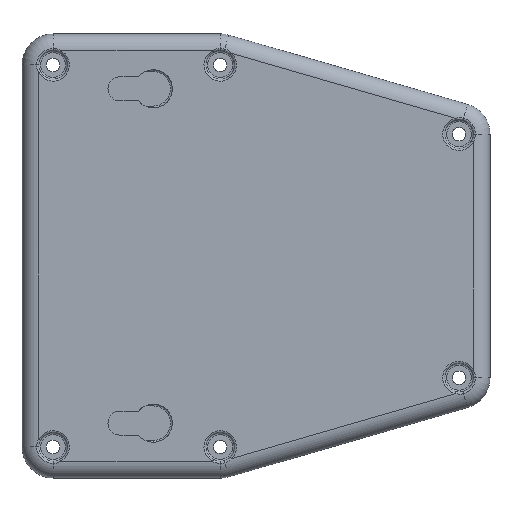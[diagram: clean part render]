
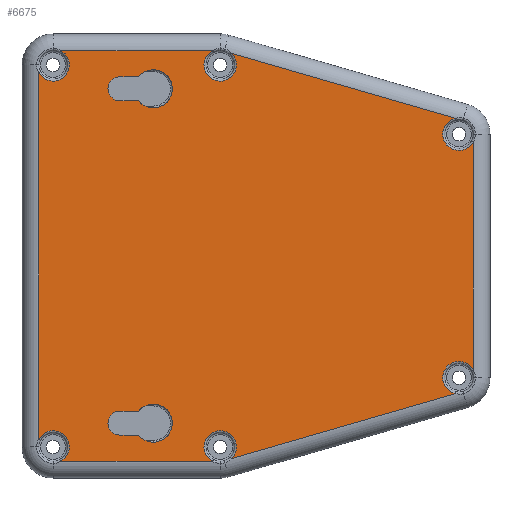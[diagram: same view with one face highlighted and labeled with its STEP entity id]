
A CAD part, top view. The second image highlights one B-rep face of the part: STEP entity #6675.
In plain terms, the highlighted planar face has unit normal (0, 0, 1).
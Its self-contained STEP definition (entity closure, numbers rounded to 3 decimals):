
#498=CIRCLE('',#7167,2.5);
#499=CIRCLE('',#7168,4.);
#500=CIRCLE('',#7169,3.4);
#501=CIRCLE('',#7170,3.4);
#502=CIRCLE('',#7171,3.4);
#503=CIRCLE('',#7172,3.4);
#504=CIRCLE('',#7173,3.4);
#505=CIRCLE('',#7174,3.4);
#506=CIRCLE('',#7175,4.);
#507=CIRCLE('',#7176,2.5);
#946=ORIENTED_EDGE('',*,*,#2950,.T.);
#947=ORIENTED_EDGE('',*,*,#2951,.F.);
#948=ORIENTED_EDGE('',*,*,#2952,.T.);
#949=ORIENTED_EDGE('',*,*,#2953,.F.);
#950=ORIENTED_EDGE('',*,*,#2954,.T.);
#951=ORIENTED_EDGE('',*,*,#2955,.T.);
#952=ORIENTED_EDGE('',*,*,#2956,.T.);
#953=ORIENTED_EDGE('',*,*,#2957,.T.);
#954=ORIENTED_EDGE('',*,*,#2958,.T.);
#955=ORIENTED_EDGE('',*,*,#2959,.T.);
#956=ORIENTED_EDGE('',*,*,#2960,.T.);
#957=ORIENTED_EDGE('',*,*,#2961,.T.);
#958=ORIENTED_EDGE('',*,*,#2962,.T.);
#959=ORIENTED_EDGE('',*,*,#2963,.T.);
#960=ORIENTED_EDGE('',*,*,#2964,.T.);
#961=ORIENTED_EDGE('',*,*,#2965,.T.);
#962=ORIENTED_EDGE('',*,*,#2966,.T.);
#963=ORIENTED_EDGE('',*,*,#2967,.T.);
#964=ORIENTED_EDGE('',*,*,#2968,.T.);
#965=ORIENTED_EDGE('',*,*,#2969,.T.);
#2950=EDGE_CURVE('',#3952,#3953,#498,.T.);
#2951=EDGE_CURVE('',#3954,#3953,#4574,.T.);
#2952=EDGE_CURVE('',#3954,#3955,#499,.T.);
#2953=EDGE_CURVE('',#3952,#3955,#4575,.T.);
#2954=EDGE_CURVE('',#3956,#3957,#4576,.F.);
#2955=EDGE_CURVE('',#3957,#3958,#500,.T.);
#2956=EDGE_CURVE('',#3958,#3959,#4577,.F.);
#2957=EDGE_CURVE('',#3959,#3960,#501,.T.);
#2958=EDGE_CURVE('',#3960,#3961,#4578,.F.);
#2959=EDGE_CURVE('',#3961,#3962,#502,.T.);
#2960=EDGE_CURVE('',#3962,#3963,#4579,.F.);
#2961=EDGE_CURVE('',#3963,#3964,#503,.T.);
#2962=EDGE_CURVE('',#3964,#3965,#4580,.F.);
#2963=EDGE_CURVE('',#3965,#3966,#504,.T.);
#2964=EDGE_CURVE('',#3966,#3967,#4581,.F.);
#2965=EDGE_CURVE('',#3967,#3956,#505,.T.);
#2966=EDGE_CURVE('',#3968,#3969,#4582,.T.);
#2967=EDGE_CURVE('',#3969,#3970,#506,.T.);
#2968=EDGE_CURVE('',#3970,#3971,#4583,.T.);
#2969=EDGE_CURVE('',#3971,#3968,#507,.T.);
#3952=VERTEX_POINT('',#10381);
#3953=VERTEX_POINT('',#10382);
#3954=VERTEX_POINT('',#10384);
#3955=VERTEX_POINT('',#10386);
#3956=VERTEX_POINT('',#10389);
#3957=VERTEX_POINT('',#10390);
#3958=VERTEX_POINT('',#10392);
#3959=VERTEX_POINT('',#10394);
#3960=VERTEX_POINT('',#10396);
#3961=VERTEX_POINT('',#10398);
#3962=VERTEX_POINT('',#10400);
#3963=VERTEX_POINT('',#10402);
#3964=VERTEX_POINT('',#10404);
#3965=VERTEX_POINT('',#10406);
#3966=VERTEX_POINT('',#10408);
#3967=VERTEX_POINT('',#10410);
#3968=VERTEX_POINT('',#10413);
#3969=VERTEX_POINT('',#10414);
#3970=VERTEX_POINT('',#10416);
#3971=VERTEX_POINT('',#10418);
#4574=LINE('',#10383,#5014);
#4575=LINE('',#10387,#5015);
#4576=LINE('',#10388,#5016);
#4577=LINE('',#10393,#5017);
#4578=LINE('',#10397,#5018);
#4579=LINE('',#10401,#5019);
#4580=LINE('',#10405,#5020);
#4581=LINE('',#10409,#5021);
#4582=LINE('',#10412,#5022);
#4583=LINE('',#10417,#5023);
#5014=VECTOR('',#8143,1000.);
#5015=VECTOR('',#8146,1000.);
#5016=VECTOR('',#8147,1000.);
#5017=VECTOR('',#8150,1000.);
#5018=VECTOR('',#8153,1000.);
#5019=VECTOR('',#8156,1000.);
#5020=VECTOR('',#8159,1000.);
#5021=VECTOR('',#8162,1000.);
#5022=VECTOR('',#8165,1000.);
#5023=VECTOR('',#8168,1000.);
#5397=EDGE_LOOP('',(#946,#947,#948,#949));
#5398=EDGE_LOOP('',(#950,#951,#952,#953,#954,#955,#956,#957,#958,#959,#960,
#961));
#5399=EDGE_LOOP('',(#962,#963,#964,#965));
#5949=FACE_BOUND('',#5397,.T.);
#5950=FACE_BOUND('',#5398,.T.);
#5951=FACE_BOUND('',#5399,.T.);
#6495=PLANE('',#7166);
#6675=ADVANCED_FACE('',(#5949,#5950,#5951),#6495,.F.);
#7166=AXIS2_PLACEMENT_3D('',#10379,#8139,#8140);
#7167=AXIS2_PLACEMENT_3D('',#10380,#8141,#8142);
#7168=AXIS2_PLACEMENT_3D('',#10385,#8144,#8145);
#7169=AXIS2_PLACEMENT_3D('',#10391,#8148,#8149);
#7170=AXIS2_PLACEMENT_3D('',#10395,#8151,#8152);
#7171=AXIS2_PLACEMENT_3D('',#10399,#8154,#8155);
#7172=AXIS2_PLACEMENT_3D('',#10403,#8157,#8158);
#7173=AXIS2_PLACEMENT_3D('',#10407,#8160,#8161);
#7174=AXIS2_PLACEMENT_3D('',#10411,#8163,#8164);
#7175=AXIS2_PLACEMENT_3D('',#10415,#8166,#8167);
#7176=AXIS2_PLACEMENT_3D('',#10419,#8169,#8170);
#8139=DIRECTION('',(0.,0.,-1.));
#8140=DIRECTION('',(-1.,0.,0.));
#8141=DIRECTION('',(0.,0.,-1.));
#8142=DIRECTION('',(0.,1.,0.));
#8143=DIRECTION('',(-1.,0.,0.));
#8144=DIRECTION('',(0.,0.,-1.));
#8145=DIRECTION('',(0.,1.,0.));
#8146=DIRECTION('',(1.,0.,0.));
#8147=DIRECTION('',(0.96,-0.279,0.));
#8148=DIRECTION('',(0.,0.,-1.));
#8149=DIRECTION('',(-1.,0.,0.));
#8150=DIRECTION('',(1.,0.,0.));
#8151=DIRECTION('',(0.,0.,-1.));
#8152=DIRECTION('',(-1.,0.,0.));
#8153=DIRECTION('',(0.,1.,0.));
#8154=DIRECTION('',(0.,0.,-1.));
#8155=DIRECTION('',(-1.,0.,0.));
#8156=DIRECTION('',(-1.,0.,0.));
#8157=DIRECTION('',(0.,0.,-1.));
#8158=DIRECTION('',(-1.,0.,0.));
#8159=DIRECTION('',(-0.96,-0.279,0.));
#8160=DIRECTION('',(0.,0.,-1.));
#8161=DIRECTION('',(-1.,0.,0.));
#8162=DIRECTION('',(0.,-1.,0.));
#8163=DIRECTION('',(0.,0.,-1.));
#8164=DIRECTION('',(-1.,0.,0.));
#8165=DIRECTION('',(1.,0.,0.));
#8166=DIRECTION('',(0.,0.,-1.));
#8167=DIRECTION('',(0.,1.,0.));
#8168=DIRECTION('',(-1.,0.,0.));
#8169=DIRECTION('',(0.,0.,-1.));
#8170=DIRECTION('',(0.,1.,0.));
#10379=CARTESIAN_POINT('',(6.5,8.5,35.));
#10380=CARTESIAN_POINT('',(20.5,13.5,35.));
#10381=CARTESIAN_POINT('',(20.5,11.,35.));
#10382=CARTESIAN_POINT('',(20.5,16.,35.));
#10383=CARTESIAN_POINT('',(27.5,16.,35.));
#10384=CARTESIAN_POINT('',(24.378,16.,35.));
#10385=CARTESIAN_POINT('',(27.5,13.5,35.));
#10386=CARTESIAN_POINT('',(24.378,11.,35.));
#10387=CARTESIAN_POINT('',(20.5,11.,35.));
#10388=CARTESIAN_POINT('',(42.336,91.381,35.));
#10389=CARTESIAN_POINT('',(90.799,77.327,35.));
#10390=CARTESIAN_POINT('',(43.872,90.936,35.));
#10391=CARTESIAN_POINT('',(41.5,88.5,35.));
#10392=CARTESIAN_POINT('',(39.9,91.5,35.));
#10393=CARTESIAN_POINT('',(6.5,91.5,35.));
#10394=CARTESIAN_POINT('',(8.1,91.5,35.));
#10395=CARTESIAN_POINT('',(6.5,88.5,35.));
#10396=CARTESIAN_POINT('',(3.5,86.9,35.));
#10397=CARTESIAN_POINT('',(3.5,8.5,35.));
#10398=CARTESIAN_POINT('',(3.5,10.1,35.));
#10399=CARTESIAN_POINT('',(6.5,8.5,35.));
#10400=CARTESIAN_POINT('',(8.1,5.5,35.));
#10401=CARTESIAN_POINT('',(41.5,5.5,35.));
#10402=CARTESIAN_POINT('',(39.9,5.5,35.));
#10403=CARTESIAN_POINT('',(41.5,8.5,35.));
#10404=CARTESIAN_POINT('',(43.872,6.064,35.));
#10405=CARTESIAN_POINT('',(92.336,20.119,35.));
#10406=CARTESIAN_POINT('',(90.799,19.673,35.));
#10407=CARTESIAN_POINT('',(91.5,23.,35.));
#10408=CARTESIAN_POINT('',(94.5,24.6,35.));
#10409=CARTESIAN_POINT('',(94.5,74.,35.));
#10410=CARTESIAN_POINT('',(94.5,72.4,35.));
#10411=CARTESIAN_POINT('',(91.5,74.,35.));
#10412=CARTESIAN_POINT('',(20.5,86.,35.));
#10413=CARTESIAN_POINT('',(20.5,86.,35.));
#10414=CARTESIAN_POINT('',(24.378,86.,35.));
#10415=CARTESIAN_POINT('',(27.5,83.5,35.));
#10416=CARTESIAN_POINT('',(24.378,81.,35.));
#10417=CARTESIAN_POINT('',(27.5,81.,35.));
#10418=CARTESIAN_POINT('',(20.5,81.,35.));
#10419=CARTESIAN_POINT('',(20.5,83.5,35.));
